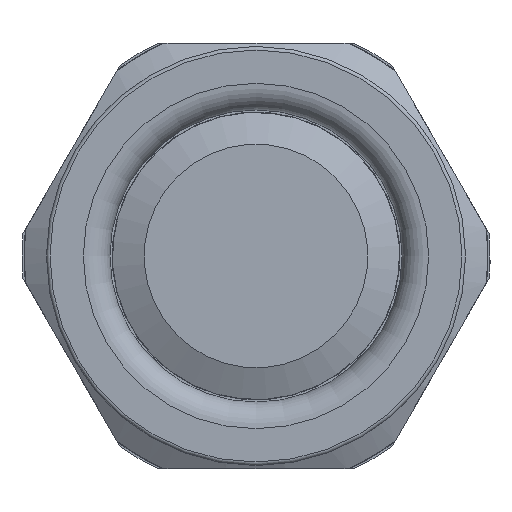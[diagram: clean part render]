
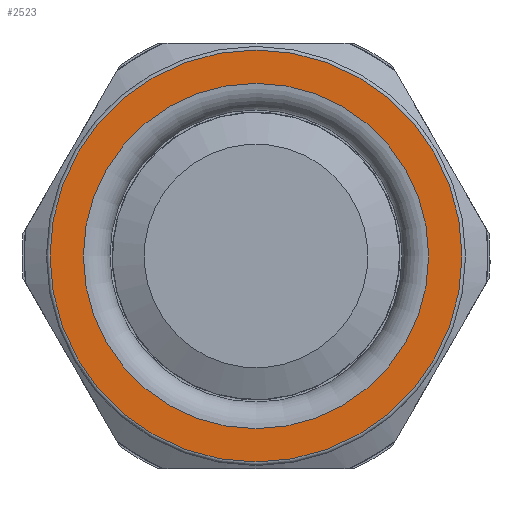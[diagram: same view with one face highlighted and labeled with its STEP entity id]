
A CAD part, left-side view. The second image highlights one B-rep face of the part: STEP entity #2523.
In plain terms, the highlighted planar face has unit normal (-1, 0, 0).
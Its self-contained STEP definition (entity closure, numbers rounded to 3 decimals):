
#361=PLANE('',#2930);
#457=FACE_BOUND('',#931,.T.);
#666=FACE_OUTER_BOUND('',#930,.T.);
#930=EDGE_LOOP('',(#2195));
#931=EDGE_LOOP('',(#2196));
#1142=CIRCLE('',#2929,11.605);
#1143=CIRCLE('',#2931,9.73);
#1363=VERTEX_POINT('',#10500);
#1364=VERTEX_POINT('',#10503);
#1654=EDGE_CURVE('',#1363,#1363,#1142,.T.);
#1655=EDGE_CURVE('',#1364,#1364,#1143,.T.);
#2195=ORIENTED_EDGE('',*,*,#1654,.F.);
#2196=ORIENTED_EDGE('',*,*,#1655,.T.);
#2523=ADVANCED_FACE('',(#666,#457),#361,.T.);
#2929=AXIS2_PLACEMENT_3D('',#10501,#3602,#3603);
#2930=AXIS2_PLACEMENT_3D('',#10502,#3604,#3605);
#2931=AXIS2_PLACEMENT_3D('',#10504,#3606,#3607);
#3602=DIRECTION('center_axis',(1.,0.,0.));
#3603=DIRECTION('ref_axis',(0.,-1.,0.));
#3604=DIRECTION('center_axis',(-1.,0.,0.));
#3605=DIRECTION('ref_axis',(0.,0.,1.));
#3606=DIRECTION('center_axis',(1.,0.,0.));
#3607=DIRECTION('ref_axis',(0.,0.,-1.));
#10500=CARTESIAN_POINT('',(-19.02,11.605,0.));
#10501=CARTESIAN_POINT('Origin',(-19.02,0.,0.));
#10502=CARTESIAN_POINT('Origin',(-19.02,11.805,0.));
#10503=CARTESIAN_POINT('',(-19.02,9.73,0.));
#10504=CARTESIAN_POINT('Origin',(-19.02,0.,0.));
